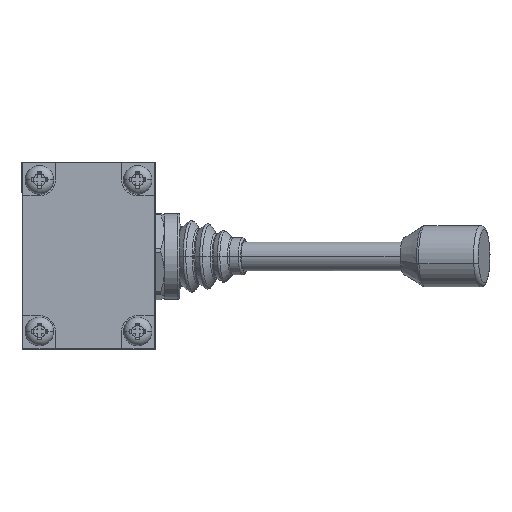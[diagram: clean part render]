
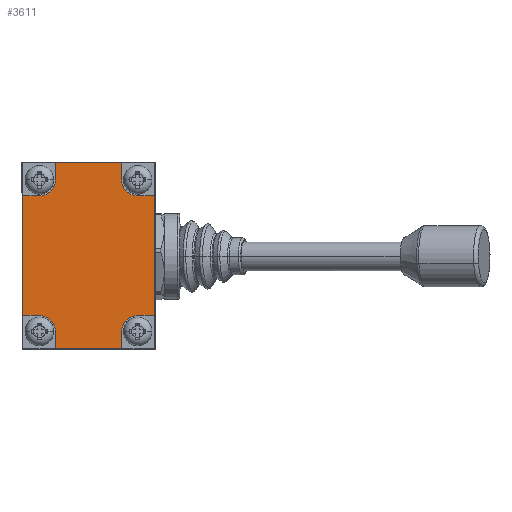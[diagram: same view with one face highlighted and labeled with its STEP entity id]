
A CAD part, top view. The second image highlights one B-rep face of the part: STEP entity #3611.
In plain terms, the highlighted planar face has unit normal (0, 0, 1).
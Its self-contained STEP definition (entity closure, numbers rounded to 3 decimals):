
#1178 = EDGE_CURVE ( 'NONE', #13893, #13894, #8296, .T. ) ;
#1202 = EDGE_CURVE ( 'NONE', #13904, #13903, #8321, .T. ) ;
#1214 = EDGE_CURVE ( 'NONE', #13907, #13908, #8333, .T. ) ;
#1231 = EDGE_CURVE ( 'NONE', #13913, #13914, #8348, .T. ) ;
#1246 = EDGE_CURVE ( 'NONE', #13907, #13917, #8363, .T. ) ;
#1248 = EDGE_CURVE ( 'NONE', #13918, #13908, #8365, .T. ) ;
#1250 = EDGE_CURVE ( 'NONE', #13919, #13918, #8369, .T. ) ;
#1253 = EDGE_CURVE ( 'NONE', #13913, #13919, #8368, .T. ) ;
#1255 = EDGE_CURVE ( 'NONE', #13920, #13914, #8372, .T. ) ;
#1258 = EDGE_CURVE ( 'NONE', #13921, #13920, #8376, .T. ) ;
#1260 = EDGE_CURVE ( 'NONE', #13893, #13921, #8374, .T. ) ;
#1262 = EDGE_CURVE ( 'NONE', #13922, #13894, #8378, .T. ) ;
#1265 = EDGE_CURVE ( 'NONE', #13923, #13922, #8382, .T. ) ;
#1267 = EDGE_CURVE ( 'NONE', #13904, #13923, #8381, .T. ) ;
#1270 = EDGE_CURVE ( 'NONE', #13924, #13903, #8384, .T. ) ;
#1272 = EDGE_CURVE ( 'NONE', #13917, #13924, #8386, .T. ) ;
#1754 = CARTESIAN_POINT ( 'NONE',  ( -16.1, -22.7, 5. ) ) ;
#1755 = DIRECTION ( 'NONE',  ( 0., -1., 0. ) ) ;
#1795 = CARTESIAN_POINT ( 'NONE',  ( 16.1, -22.7, 5. ) ) ;
#1797 = DIRECTION ( 'NONE',  ( 1., 0., 0. ) ) ;
#1816 = CARTESIAN_POINT ( 'NONE',  ( 16.1, -22.7, 5. ) ) ;
#1818 = DIRECTION ( 'NONE',  ( 0., 1., 0. ) ) ;
#1845 = CARTESIAN_POINT ( 'NONE',  ( 16.1, 22.7, 5. ) ) ;
#1847 = DIRECTION ( 'NONE',  ( -1., 0., 0. ) ) ;
#1870 = CARTESIAN_POINT ( 'NONE',  ( 12., -14.6, 5. ) ) ;
#1871 = DIRECTION ( 'NONE',  ( -1., 0., 0. ) ) ;
#1874 = CARTESIAN_POINT ( 'NONE',  ( 12., 14.6, 5. ) ) ;
#1876 = DIRECTION ( 'NONE',  ( 1., 0., 0. ) ) ;
#1878 = CARTESIAN_POINT ( 'NONE',  ( 12., 18.5, 5. ) ) ;
#1880 = DIRECTION ( 'NONE',  ( 0., 0., 1. ) ) ;
#1881 = DIRECTION ( 'NONE',  ( 1., 0., 0. ) ) ;
#1884 = CARTESIAN_POINT ( 'NONE',  ( 8.1, 22.7, 5. ) ) ;
#1886 = DIRECTION ( 'NONE',  ( 0., -1., 0. ) ) ;
#1888 = CARTESIAN_POINT ( 'NONE',  ( -8.1, 22.7, 5. ) ) ;
#1890 = DIRECTION ( 'NONE',  ( 0., 1., 0. ) ) ;
#1892 = CARTESIAN_POINT ( 'NONE',  ( -12., 18.5, 5. ) ) ;
#1894 = DIRECTION ( 'NONE',  ( 0., 0., 1. ) ) ;
#1896 = DIRECTION ( 'NONE',  ( -1., 0., 0. ) ) ;
#3611 = ADVANCED_FACE ( 'NONE', ( #29578 ), #31701, .T. ) ;
#7869 = EDGE_LOOP ( 'NONE', ( #11563, #11564, #11565, #11566, #11567, #11568, #11569, #11570, #11571, #11572, #11573, #11574, #11575, #11576, #11577, #11578 ) ) ;
#8296 = LINE ( 'NONE', #1754, #8298 ) ;
#8298 = VECTOR ( 'NONE', #1755, 1000. ) ;
#8321 = LINE ( 'NONE', #1795, #8322 ) ;
#8322 = VECTOR ( 'NONE', #1797, 1000. ) ;
#8333 = LINE ( 'NONE', #1816, #8334 ) ;
#8334 = VECTOR ( 'NONE', #1818, 1000. ) ;
#8348 = LINE ( 'NONE', #1845, #8349 ) ;
#8349 = VECTOR ( 'NONE', #1847, 1000. ) ;
#8363 = LINE ( 'NONE', #1870, #8364 ) ;
#8364 = VECTOR ( 'NONE', #1871, 1000. ) ;
#8365 = LINE ( 'NONE', #1874, #8366 ) ;
#8366 = VECTOR ( 'NONE', #1876, 1000. ) ;
#8368 = LINE ( 'NONE', #1884, #8370 ) ;
#8369 = CIRCLE ( 'NONE', #11377, 3.9 ) ;
#8370 = VECTOR ( 'NONE', #1886, 1000. ) ;
#8372 = LINE ( 'NONE', #1888, #8373 ) ;
#8373 = VECTOR ( 'NONE', #1890, 1000. ) ;
#8374 = LINE ( 'NONE', #8863, #8377 ) ;
#8376 = CIRCLE ( 'NONE', #11378, 3.9 ) ;
#8377 = VECTOR ( 'NONE', #8864, 1000. ) ;
#8378 = LINE ( 'NONE', #8865, #8379 ) ;
#8379 = VECTOR ( 'NONE', #8866, 1000. ) ;
#8381 = LINE ( 'NONE', #8873, #8383 ) ;
#8382 = CIRCLE ( 'NONE', #11379, 3.9 ) ;
#8383 = VECTOR ( 'NONE', #8874, 1000. ) ;
#8384 = LINE ( 'NONE', #8877, #8385 ) ;
#8385 = VECTOR ( 'NONE', #8878, 1000. ) ;
#8386 = CIRCLE ( 'NONE', #11380, 3.9 ) ;
#8863 = CARTESIAN_POINT ( 'NONE',  ( -12., 14.6, 5. ) ) ;
#8864 = DIRECTION ( 'NONE',  ( 1., 0., 0. ) ) ;
#8865 = CARTESIAN_POINT ( 'NONE',  ( -12., -14.6, 5. ) ) ;
#8866 = DIRECTION ( 'NONE',  ( -1., 0., 0. ) ) ;
#8867 = CARTESIAN_POINT ( 'NONE',  ( -12., -18.5, 5. ) ) ;
#8869 = DIRECTION ( 'NONE',  ( 0., 0., 1. ) ) ;
#8871 = DIRECTION ( 'NONE',  ( 1., 0., 0. ) ) ;
#8873 = CARTESIAN_POINT ( 'NONE',  ( -8.1, -22.7, 5. ) ) ;
#8874 = DIRECTION ( 'NONE',  ( 0., 1., 0. ) ) ;
#8877 = CARTESIAN_POINT ( 'NONE',  ( 8.1, -22.7, 5. ) ) ;
#8878 = DIRECTION ( 'NONE',  ( 0., -1., 0. ) ) ;
#8881 = CARTESIAN_POINT ( 'NONE',  ( 12., -18.5, 5. ) ) ;
#8882 = DIRECTION ( 'NONE',  ( 0., 0., 1. ) ) ;
#8884 = DIRECTION ( 'NONE',  ( -1., 0., 0. ) ) ;
#9803 = AXIS2_PLACEMENT_3D ( 'NONE', #31702, #31703, #31704 ) ;
#11377 = AXIS2_PLACEMENT_3D ( 'NONE', #1878, #1880, #1881 ) ;
#11378 = AXIS2_PLACEMENT_3D ( 'NONE', #1892, #1894, #1896 ) ;
#11379 = AXIS2_PLACEMENT_3D ( 'NONE', #8867, #8869, #8871 ) ;
#11380 = AXIS2_PLACEMENT_3D ( 'NONE', #8881, #8882, #8884 ) ;
#11563 = ORIENTED_EDGE ( 'NONE', *, *, #1246, .F. ) ;
#11564 = ORIENTED_EDGE ( 'NONE', *, *, #1214, .T. ) ;
#11565 = ORIENTED_EDGE ( 'NONE', *, *, #1248, .F. ) ;
#11566 = ORIENTED_EDGE ( 'NONE', *, *, #1250, .F. ) ;
#11567 = ORIENTED_EDGE ( 'NONE', *, *, #1253, .F. ) ;
#11568 = ORIENTED_EDGE ( 'NONE', *, *, #1231, .T. ) ;
#11569 = ORIENTED_EDGE ( 'NONE', *, *, #1255, .F. ) ;
#11570 = ORIENTED_EDGE ( 'NONE', *, *, #1258, .F. ) ;
#11571 = ORIENTED_EDGE ( 'NONE', *, *, #1260, .F. ) ;
#11572 = ORIENTED_EDGE ( 'NONE', *, *, #1178, .T. ) ;
#11573 = ORIENTED_EDGE ( 'NONE', *, *, #1262, .F. ) ;
#11574 = ORIENTED_EDGE ( 'NONE', *, *, #1265, .F. ) ;
#11575 = ORIENTED_EDGE ( 'NONE', *, *, #1267, .F. ) ;
#11576 = ORIENTED_EDGE ( 'NONE', *, *, #1202, .T. ) ;
#11577 = ORIENTED_EDGE ( 'NONE', *, *, #1270, .F. ) ;
#11578 = ORIENTED_EDGE ( 'NONE', *, *, #1272, .F. ) ;
#13893 = VERTEX_POINT ( 'NONE', #16558 ) ;
#13894 = VERTEX_POINT ( 'NONE', #16559 ) ;
#13903 = VERTEX_POINT ( 'NONE', #16568 ) ;
#13904 = VERTEX_POINT ( 'NONE', #16569 ) ;
#13907 = VERTEX_POINT ( 'NONE', #16572 ) ;
#13908 = VERTEX_POINT ( 'NONE', #16573 ) ;
#13913 = VERTEX_POINT ( 'NONE', #16578 ) ;
#13914 = VERTEX_POINT ( 'NONE', #16579 ) ;
#13917 = VERTEX_POINT ( 'NONE', #16582 ) ;
#13918 = VERTEX_POINT ( 'NONE', #16583 ) ;
#13919 = VERTEX_POINT ( 'NONE', #16584 ) ;
#13920 = VERTEX_POINT ( 'NONE', #16585 ) ;
#13921 = VERTEX_POINT ( 'NONE', #16586 ) ;
#13922 = VERTEX_POINT ( 'NONE', #16587 ) ;
#13923 = VERTEX_POINT ( 'NONE', #16588 ) ;
#13924 = VERTEX_POINT ( 'NONE', #16589 ) ;
#16558 = CARTESIAN_POINT ( 'NONE',  ( -16.1, 14.6, 5. ) ) ;
#16559 = CARTESIAN_POINT ( 'NONE',  ( -16.1, -14.6, 5. ) ) ;
#16568 = CARTESIAN_POINT ( 'NONE',  ( 8.1, -22.7, 5. ) ) ;
#16569 = CARTESIAN_POINT ( 'NONE',  ( -8.1, -22.7, 5. ) ) ;
#16572 = CARTESIAN_POINT ( 'NONE',  ( 16.1, -14.6, 5. ) ) ;
#16573 = CARTESIAN_POINT ( 'NONE',  ( 16.1, 14.6, 5. ) ) ;
#16578 = CARTESIAN_POINT ( 'NONE',  ( 8.1, 22.7, 5. ) ) ;
#16579 = CARTESIAN_POINT ( 'NONE',  ( -8.1, 22.7, 5. ) ) ;
#16582 = CARTESIAN_POINT ( 'NONE',  ( 12., -14.6, 5. ) ) ;
#16583 = CARTESIAN_POINT ( 'NONE',  ( 12., 14.6, 5. ) ) ;
#16584 = CARTESIAN_POINT ( 'NONE',  ( 8.1, 18.5, 5. ) ) ;
#16585 = CARTESIAN_POINT ( 'NONE',  ( -8.1, 18.5, 5. ) ) ;
#16586 = CARTESIAN_POINT ( 'NONE',  ( -12., 14.6, 5. ) ) ;
#16587 = CARTESIAN_POINT ( 'NONE',  ( -12., -14.6, 5. ) ) ;
#16588 = CARTESIAN_POINT ( 'NONE',  ( -8.1, -18.5, 5. ) ) ;
#16589 = CARTESIAN_POINT ( 'NONE',  ( 8.1, -18.5, 5. ) ) ;
#29578 = FACE_OUTER_BOUND ( 'NONE', #7869, .T. ) ;
#31701 = PLANE ( 'NONE',  #9803 ) ;
#31702 = CARTESIAN_POINT ( 'NONE',  ( -16.1, 22.7, 5. ) ) ;
#31703 = DIRECTION ( 'NONE',  ( 0., 0., 1. ) ) ;
#31704 = DIRECTION ( 'NONE',  ( 1., 0., 0. ) ) ;
